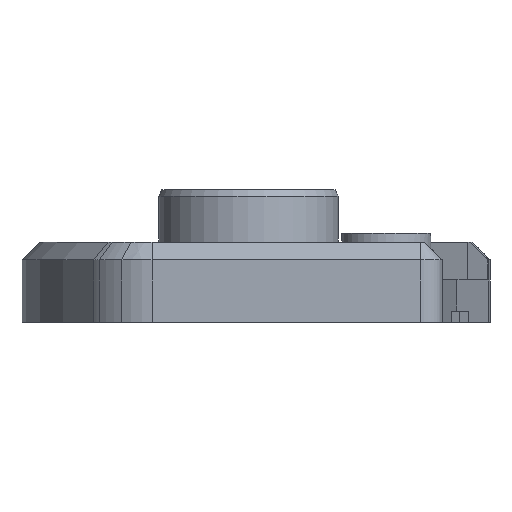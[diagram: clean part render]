
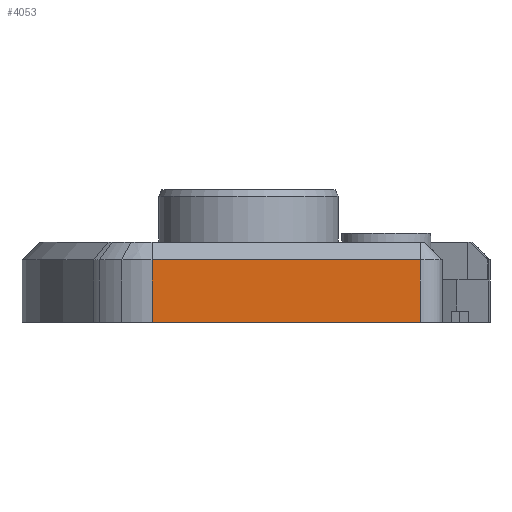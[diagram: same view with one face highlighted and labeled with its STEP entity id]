
A CAD part, left-side view. The second image highlights one B-rep face of the part: STEP entity #4053.
In plain terms, the highlighted planar face has unit normal (-1, 0, 0).
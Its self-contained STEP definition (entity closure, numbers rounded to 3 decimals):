
#170=PLANE('',#4394);
#379=FACE_OUTER_BOUND('',#636,.T.);
#636=EDGE_LOOP('',(#3402,#3403,#3404,#3405));
#951=LINE('',#6193,#1408);
#1012=LINE('',#6398,#1469);
#1023=LINE('',#6445,#1480);
#1024=LINE('',#6447,#1481);
#1408=VECTOR('',#4982,10.);
#1469=VECTOR('',#5177,10.);
#1480=VECTOR('',#5216,10.);
#1481=VECTOR('',#5219,10.);
#2016=VERTEX_POINT('',#6190);
#2017=VERTEX_POINT('',#6192);
#2065=VERTEX_POINT('',#6392);
#2066=VERTEX_POINT('',#6396);
#2444=EDGE_CURVE('',#2016,#2017,#951,.T.);
#2536=EDGE_CURVE('',#2065,#2066,#1012,.T.);
#2552=EDGE_CURVE('',#2016,#2066,#1023,.T.);
#2553=EDGE_CURVE('',#2017,#2065,#1024,.T.);
#3402=ORIENTED_EDGE('',*,*,#2552,.T.);
#3403=ORIENTED_EDGE('',*,*,#2536,.F.);
#3404=ORIENTED_EDGE('',*,*,#2553,.F.);
#3405=ORIENTED_EDGE('',*,*,#2444,.F.);
#4053=ADVANCED_FACE('',(#379),#170,.T.);
#4394=AXIS2_PLACEMENT_3D('',#6446,#5217,#5218);
#4982=DIRECTION('',(0.,1.,0.));
#5177=DIRECTION('',(0.,-1.,0.));
#5216=DIRECTION('',(0.,0.,1.));
#5217=DIRECTION('center_axis',(-1.,0.,0.));
#5218=DIRECTION('ref_axis',(0.,-1.,0.));
#5219=DIRECTION('',(0.,0.,1.));
#6190=CARTESIAN_POINT('',(-205.951,119.473,-8.));
#6192=CARTESIAN_POINT('',(-205.947,179.684,-8.));
#6193=CARTESIAN_POINT('',(-205.947,179.684,-8.));
#6392=CARTESIAN_POINT('',(-205.947,179.684,6.));
#6396=CARTESIAN_POINT('',(-205.951,119.473,6.));
#6398=CARTESIAN_POINT('',(-205.948,168.021,6.));
#6445=CARTESIAN_POINT('',(-205.951,119.473,0.));
#6446=CARTESIAN_POINT('Origin',(-205.947,179.684,0.));
#6447=CARTESIAN_POINT('',(-205.947,179.684,0.));
